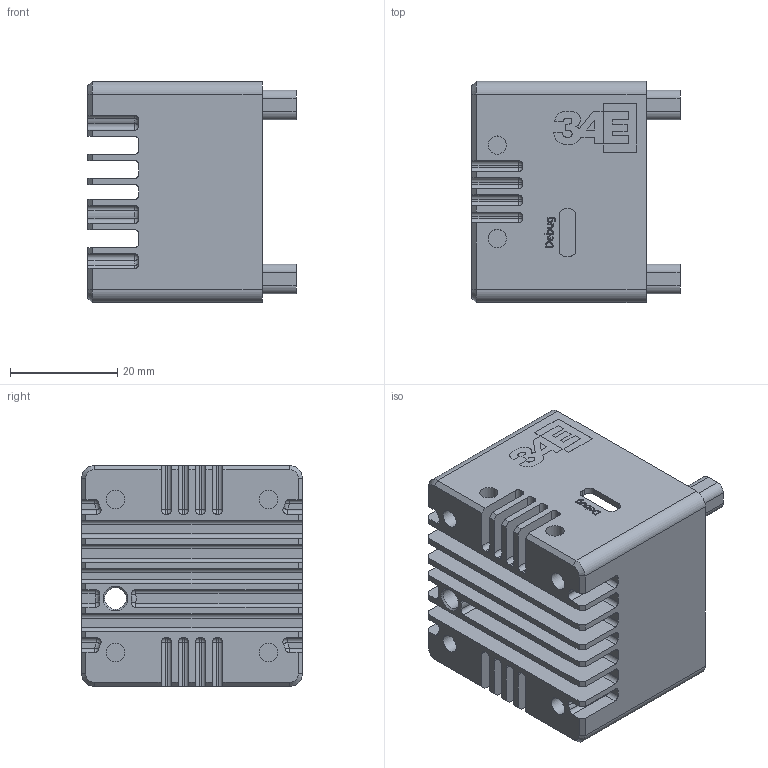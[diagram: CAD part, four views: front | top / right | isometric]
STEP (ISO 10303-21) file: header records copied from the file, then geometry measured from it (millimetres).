
FILE_DESCRIPTION(/* description */ (''),/* implementation_level */ '2;1');
FILE_NAME(/* name */ 'Back Enclosure (34V0-BA-ENC) v335.step',/* time_stamp */ '2021-11-03T11:34:25-04:00',/* author */ (''),/* organization */ (''),/* preprocessor_version */ 'ST-DEVELOPER v18.1',/* originating_system */ 'Autodesk Translation Framework v10.10.0.1391',/* authorisation */ '');
FILE_SCHEMA (('AUTOMOTIVE_DESIGN { 1 0 10303 214 3 1 1 }'));
Length unit declared in the file: millimetre
Products named in the file (2): Back Enclosure (34V0-BA-ENC); Component2
Assembly tree (1 placements, depth 2):
  Back Enclosure (34V0-BA-ENC)
    Component2
Bounding box: 38.89 x 41.27 x 41.27 mm (x, y, z)
Volume: 16703.5 mm3; surface area: 19149.4 mm2
Topology: 1 solids, 4 shells, 968 faces, 2589 edges, 1685 vertices
Faces by surface type: plane 543, cylinder 247, bspline 138, sphere 28, cone 6, torus 6
Full cylindrical faces by diameter (mm): 2.5 x4, 2.529 x4, 3.416 x8, 4 x1
Entity records: 32546 total; most frequent: CARTESIAN_POINT 8644, ORIENTED_EDGE 5178, DIRECTION 4583, EDGE_CURVE 2589, LINE 1779, VECTOR 1779, VERTEX_POINT 1685, AXIS2_PLACEMENT_3D 1402
